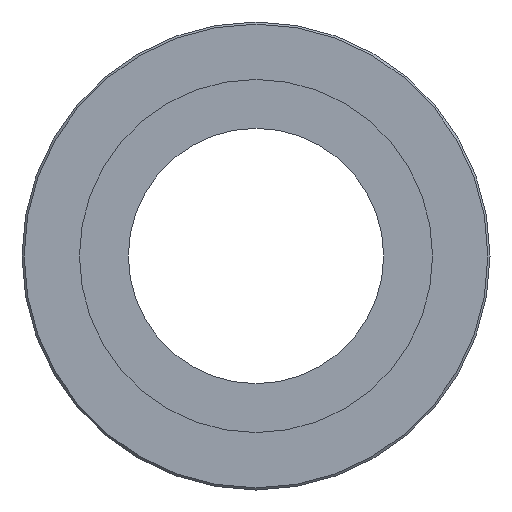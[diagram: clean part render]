
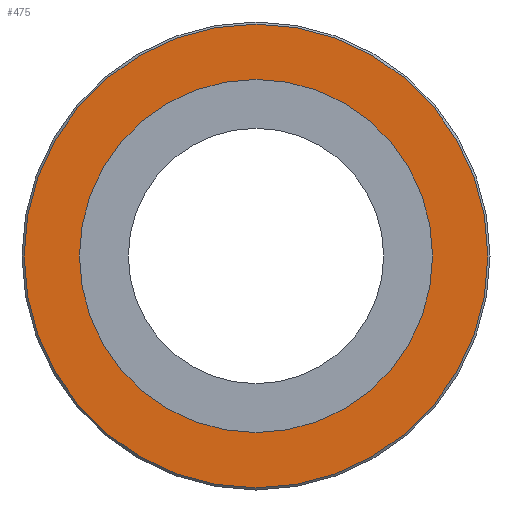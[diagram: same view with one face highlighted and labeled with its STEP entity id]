
A CAD part, front view. The second image highlights one B-rep face of the part: STEP entity #475.
In plain terms, the highlighted planar face has unit normal (0, -1, 0).
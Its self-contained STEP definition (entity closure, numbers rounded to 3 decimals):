
#29=FACE_BOUND('',#78,.T.);
#39=PLANE('',#525);
#50=FACE_OUTER_BOUND('',#77,.T.);
#77=EDGE_LOOP('',(#332));
#78=EDGE_LOOP('',(#333,#334));
#145=CIRCLE('',#524,54.5);
#146=CIRCLE('',#526,41.5);
#147=CIRCLE('',#527,41.5);
#202=VERTEX_POINT('',#796);
#203=VERTEX_POINT('',#800);
#204=VERTEX_POINT('',#801);
#258=EDGE_CURVE('',#202,#202,#145,.T.);
#259=EDGE_CURVE('',#203,#204,#146,.T.);
#260=EDGE_CURVE('',#204,#203,#147,.T.);
#332=ORIENTED_EDGE('',*,*,#258,.F.);
#333=ORIENTED_EDGE('',*,*,#259,.T.);
#334=ORIENTED_EDGE('',*,*,#260,.T.);
#475=ADVANCED_FACE('',(#50,#29),#39,.T.);
#524=AXIS2_PLACEMENT_3D('',#798,#614,#615);
#525=AXIS2_PLACEMENT_3D('',#799,#616,#617);
#526=AXIS2_PLACEMENT_3D('',#802,#618,#619);
#527=AXIS2_PLACEMENT_3D('',#803,#620,#621);
#614=DIRECTION('center_axis',(0.,1.,0.));
#615=DIRECTION('ref_axis',(1.,0.,0.));
#616=DIRECTION('center_axis',(0.,-1.,0.));
#617=DIRECTION('ref_axis',(0.,0.,-1.));
#618=DIRECTION('center_axis',(0.,1.,0.));
#619=DIRECTION('ref_axis',(1.,0.,0.));
#620=DIRECTION('center_axis',(0.,1.,0.));
#621=DIRECTION('ref_axis',(1.,0.,0.));
#796=CARTESIAN_POINT('',(-54.5,0.,0.));
#798=CARTESIAN_POINT('Origin',(0.,0.,0.));
#799=CARTESIAN_POINT('Origin',(-55.,0.,0.));
#800=CARTESIAN_POINT('',(-41.5,0.,0.));
#801=CARTESIAN_POINT('',(41.5,0.,0.));
#802=CARTESIAN_POINT('Origin',(0.,0.,0.));
#803=CARTESIAN_POINT('Origin',(0.,0.,0.));
